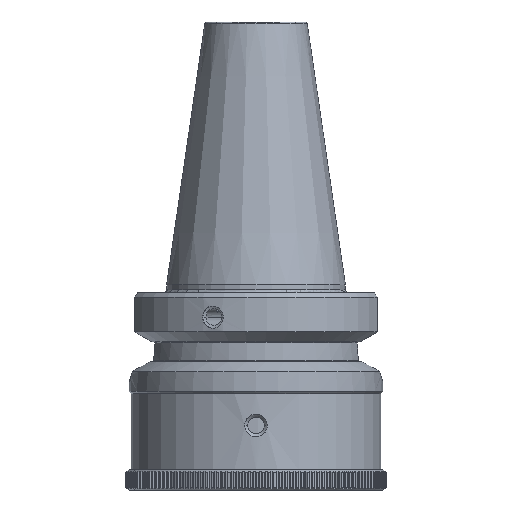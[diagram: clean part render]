
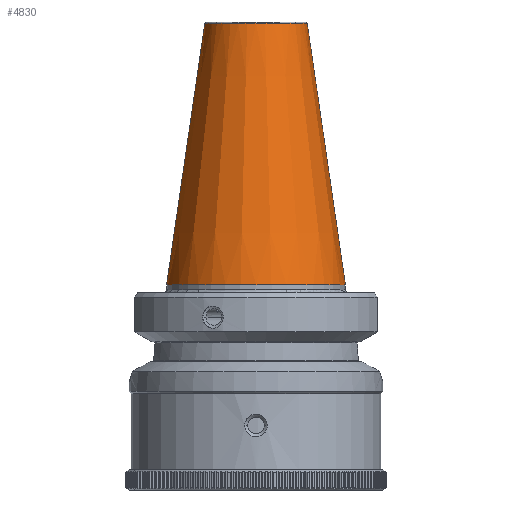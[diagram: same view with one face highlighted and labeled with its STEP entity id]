
A CAD part, front view. The second image highlights one B-rep face of the part: STEP entity #4830.
In plain terms, the highlighted conical face has half-angle 8.297 degrees and reference radius 12.017 mm.
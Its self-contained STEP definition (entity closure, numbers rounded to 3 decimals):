
#4830=ADVANCED_FACE('NONE',(#13898),#13899,.T.);
#5020=EDGE_CURVE('NONE',#9790,#7994,#14111,.T.);
#6612=EDGE_CURVE('NONE',#13232,#13386,#15845,.F.);
#7994=VERTEX_POINT('NONE',#17354);
#9408=EDGE_CURVE('NONE',#7994,#13232,#18887,.T.);
#9790=VERTEX_POINT('NONE',#19294);
#12852=EDGE_CURVE('NONE',#9790,#13386,#22643,.T.);
#13232=VERTEX_POINT('NONE',#23054);
#13386=VERTEX_POINT('NONE',#23222);
#13898=FACE_OUTER_BOUND('',#24166,.T.);
#13899=CONICAL_SURFACE('',#24167,12.017,0.145);
#14111=CIRCLE('',#24690,12.736);
#15845=CIRCLE('',#28852,22.225);
#17354=CARTESIAN_POINT('',(12.736,0.0,65.07));
#18887=LINE('',#35954,#35955);
#19294=CARTESIAN_POINT('',(-12.736,0.,65.07));
#22643=LINE('',#44149,#44150);
#23054=CARTESIAN_POINT('',(22.225,0.,0.0));
#23222=CARTESIAN_POINT('',(-22.225,0.0,0.0));
#24166=EDGE_LOOP('',(#46422,#46423,#46424,#46425));
#24167=AXIS2_PLACEMENT_3D('',#46426,#46427,#46428);
#24690=AXIS2_PLACEMENT_3D('',#46673,#46674,#46675);
#28852=AXIS2_PLACEMENT_3D('',#48524,#48525,#48526);
#35954=CARTESIAN_POINT('',(12.017,0.,70.0));
#35955=VECTOR('',#51746,1000.0);
#44149=CARTESIAN_POINT('',(-12.017,0.0,70.0));
#44150=VECTOR('',#55402,1000.0);
#46422=ORIENTED_EDGE('',*,*,#9408,.F.);
#46423=ORIENTED_EDGE('',*,*,#5020,.F.);
#46424=ORIENTED_EDGE('',*,*,#12852,.T.);
#46425=ORIENTED_EDGE('',*,*,#6612,.F.);
#46426=CARTESIAN_POINT('',(0.0,0.0,70.0));
#46427=DIRECTION('',(-0.0,-0.0,-1.0));
#46428=DIRECTION('',(-1.0,0.0,0.0));
#46673=CARTESIAN_POINT('',(0.0,0.0,65.07));
#46674=DIRECTION('',(0.0,0.0,1.0));
#46675=DIRECTION('',(-1.0,0.0,0.0));
#48524=CARTESIAN_POINT('',(0.0,0.0,0.0));
#48525=DIRECTION('',(0.0,-0.0,1.0));
#48526=DIRECTION('',(1.0,0.0,0.0));
#51746=DIRECTION('',(0.144,0.,-0.99));
#55402=DIRECTION('',(-0.144,0.0,-0.99));
